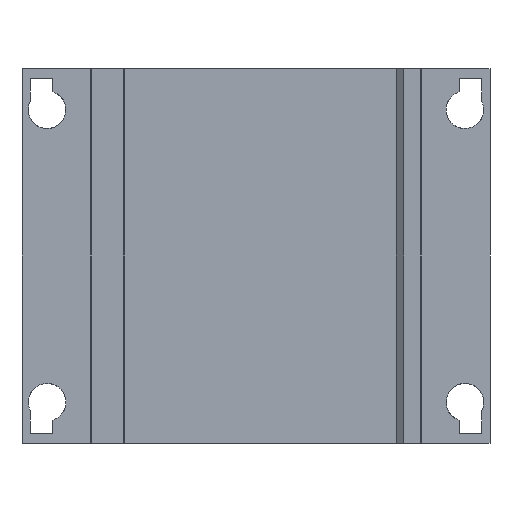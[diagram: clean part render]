
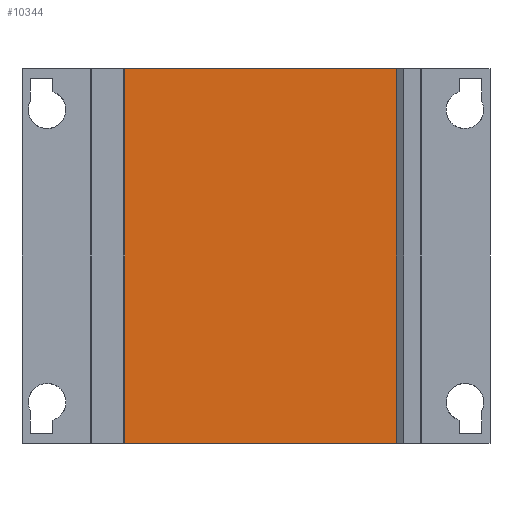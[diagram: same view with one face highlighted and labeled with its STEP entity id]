
A CAD part, front view. The second image highlights one B-rep face of the part: STEP entity #10344.
In plain terms, the highlighted free-form (B-spline) face has degree [1, 1] with [2, 2] control points.
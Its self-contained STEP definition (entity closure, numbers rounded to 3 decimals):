
#10294=CARTESIAN_POINT('V217',(17.71,4.,
   22.4));
#10295=VERTEX_POINT('V217',#10294);
#10301=CARTESIAN_POINT('V172',(17.71,4.,
   -22.4));
#10302=VERTEX_POINT('V172',#10301);
#10303=CARTESIAN_POINT('E417',(17.71,4.,
   22.4));
#10304=CARTESIAN_POINT('E417',(17.71,4.,
   -22.4));
#10305=B_SPLINE_CURVE_WITH_KNOTS('E417',1,(#10303,#10304),
   .POLYLINE_FORM.,.F.,.U.,(2,2),(0.0,40.721),
   .UNSPECIFIED.);
#10306=EDGE_CURVE('E417',#10295,#10302,#10305,.T.);
#10317=CARTESIAN_POINT('F127',(17.71,4.0,
   22.4));
#10318=CARTESIAN_POINT('F127',(-15.7,4.0,
   22.4));
#10319=CARTESIAN_POINT('F127',(17.71,4.0,
   -22.4));
#10320=CARTESIAN_POINT('F127',(-15.7,4.0,
   -22.4));
#10321=B_SPLINE_SURFACE_WITH_KNOTS('F127',1,1,((#10317,#10319),(
   #10318,#10320)),.PLANE_SURF.,.F.,.F.,.U.,(2,2),(2,2),(0.0,1.0),
   (0.0,1.341),.UNSPECIFIED.);
#10322=CARTESIAN_POINT('V216',(-15.7,4.0,
   22.4));
#10323=VERTEX_POINT('V216',#10322);
#10324=CARTESIAN_POINT('E291',(17.71,4.0,
   22.4));
#10325=CARTESIAN_POINT('E291',(-15.7,4.0,
   22.4));
#10326=QUASI_UNIFORM_CURVE('E291',1,(#10324,#10325),.POLYLINE_FORM.,
   .F.,.U.);
#10327=EDGE_CURVE('E291',#10295,#10323,#10326,.T.);
#10328=ORIENTED_EDGE('E291',*,*,#10327,.T.);
#10329=CARTESIAN_POINT('V173',(-15.7,4.0,
   -22.4));
#10330=VERTEX_POINT('V173',#10329);
#10331=CARTESIAN_POINT('E418',(-15.7,4.0,
   22.4));
#10332=CARTESIAN_POINT('E418',(-15.7,4.0,
   -22.4));
#10333=B_SPLINE_CURVE_WITH_KNOTS('E418',1,(#10331,#10332),
   .POLYLINE_FORM.,.F.,.U.,(2,2),(0.0,1.341),
   .UNSPECIFIED.);
#10334=EDGE_CURVE('E418',#10323,#10330,#10333,.T.);
#10335=ORIENTED_EDGE('E418',*,*,#10334,.T.);
#10336=CARTESIAN_POINT('E247',(-15.7,4.0,
   -22.4));
#10337=CARTESIAN_POINT('E247',(17.71,4.0,
   -22.4));
#10338=QUASI_UNIFORM_CURVE('E247',1,(#10336,#10337),.POLYLINE_FORM.,
   .F.,.U.);
#10339=EDGE_CURVE('E247',#10330,#10302,#10338,.T.);
#10340=ORIENTED_EDGE('E247',*,*,#10339,.T.);
#10341=ORIENTED_EDGE('E417',*,*,#10306,.F.);
#10342=EDGE_LOOP('F127',(#10328,#10335,#10340,#10341));
#10343=FACE_OUTER_BOUND('F127',#10342,.T.);
#10344=ADVANCED_FACE('F127',(#10343),#10321,.T.);
